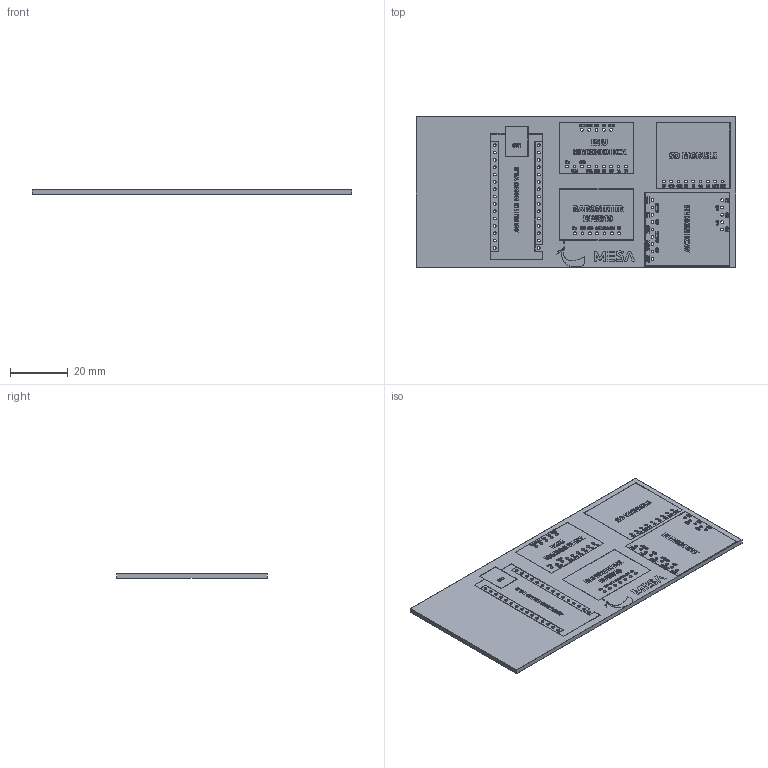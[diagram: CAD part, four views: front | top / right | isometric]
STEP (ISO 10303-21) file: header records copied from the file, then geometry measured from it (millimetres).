
FILE_DESCRIPTION(('KiCad electronic assembly'),'2;1');
FILE_NAME('Draft.step','2025-12-04T00:11:58',('Pcbnew'),('Kicad'), 'Open CASCADE STEP processor 7.9','KiCad to STEP converter','Unknown' );
FILE_SCHEMA(('AUTOMOTIVE_DESIGN { 1 0 10303 214 1 1 1 1 }'));
Length unit declared in the file: millimetre
Products named in the file (5): Draft 1; Draft_silkscreen; Draft_soldermask; Draft_PCB
Assembly tree (4 placements, depth 2):
  Draft 1
    Draft_silkscreen
    Draft_soldermask
    Draft_soldermask
    Draft_PCB
Bounding box: 110.49 x 52.07 x 1.64 mm (x, y, z)
Volume: 8598.9 mm3; surface area: 23896 mm2
Topology: 1 solids, 198 shells, 277 faces, 5326 edges, 5248 vertices
Faces by surface type: plane 203, cylinder 74
Full cylindrical faces by diameter (mm): 1 x60, 1.02 x14
Entity records: 48895 total; most frequent: CARTESIAN_POINT 10856, DIRECTION 6900, ORIENTED_EDGE 5560, EDGE_CURVE 5326, VERTEX_POINT 5248, LINE 4316, VECTOR 4316, AXIS2_PLACEMENT_3D 1292
